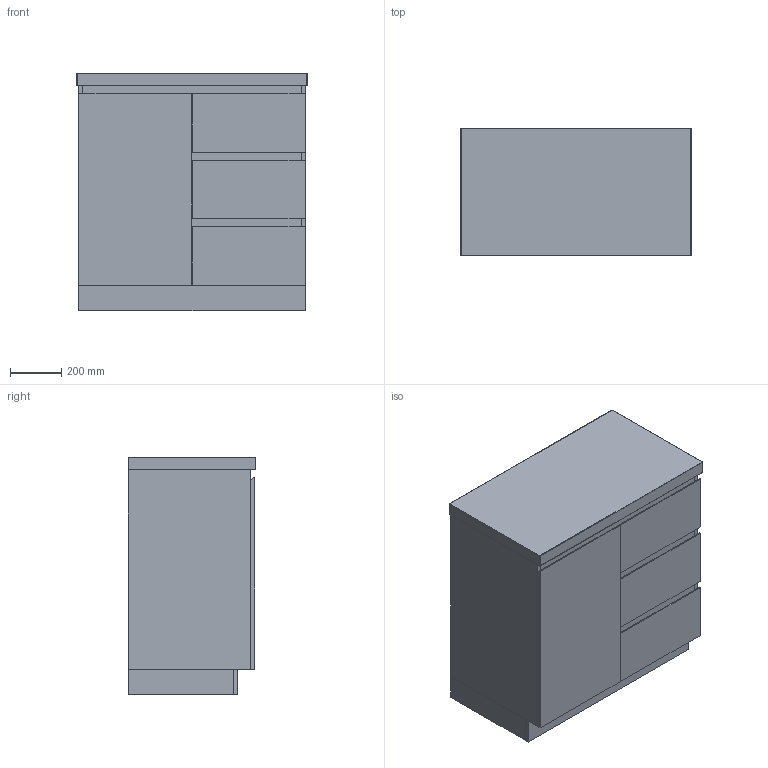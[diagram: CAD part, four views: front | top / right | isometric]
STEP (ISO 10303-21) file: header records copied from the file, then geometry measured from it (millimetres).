
FILE_DESCRIPTION(/* description */ (''),/* implementation_level */ '2;1');
FILE_NAME(/* name */ 'Domaine Conventional (Floor Mount) 900 (50MM)',/* time_stamp */ '2025-07-09T14:47:45+10:00',/* author */ (''),/* organization */ (''),/* preprocessor_version */ 'ST-DEVELOPER v16.5',/* originating_system */ '',/* authorisation */ '');
FILE_SCHEMA (('AUTOMOTIVE_DESIGN'));
Length unit declared in the file: millimetre
Products named in the file (6): Document; Domaine Conventional (Floor Mount) 900 (50MM); Blank Benchtops ALL456789; 900 Benchtop (50mm); Domanine Conventional Floor Mount ALL CABINETS10; Domaine Conventional 900 WK23
Assembly tree (5 placements, depth 4):
  Document
    Domaine Conventional (Floor Mount) 900 (50MM)
      Blank Benchtops ALL456789
        900 Benchtop (50mm)
      Domanine Conventional Floor Mount ALL CABINETS10
        Domaine Conventional 900 WK23
Bounding box: 900 x 500 x 930 mm (x, y, z)
Volume: 50880829.6 mm3; surface area: 6995056.8 mm2
Topology: 12 solids, 12 shells, 102 faces, 217 edges, 134 vertices
Faces by surface type: plane 85, cylinder 11, bspline 6
Entity records: 2887 total; most frequent: CARTESIAN_POINT 957, ORIENTED_EDGE 422, EDGE_CURVE 211, B_SPLINE_CURVE_WITH_KNOTS 191, VERTEX_POINT 134, DIRECTION 122, AXIS2_PLACEMENT_3D 109, EDGE_LOOP 103
